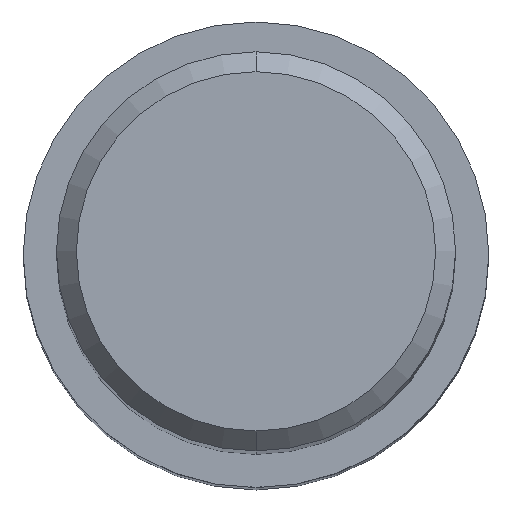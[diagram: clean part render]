
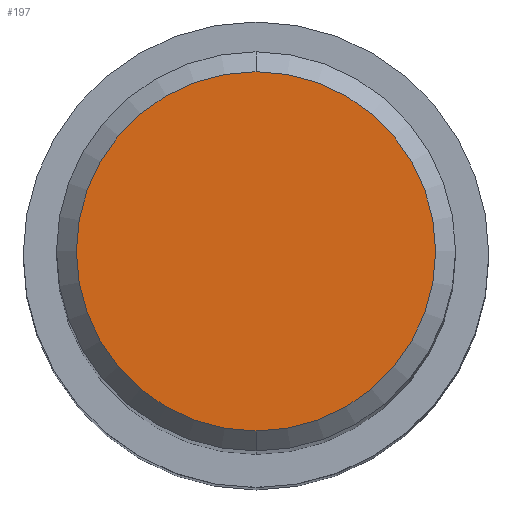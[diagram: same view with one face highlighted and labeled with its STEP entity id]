
A CAD part, top view. The second image highlights one B-rep face of the part: STEP entity #197.
In plain terms, the highlighted planar face has unit normal (0, 0, 1).
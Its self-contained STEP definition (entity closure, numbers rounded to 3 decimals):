
#197=ADVANCED_FACE('',(#467),#468,.T.);
#239=EDGE_CURVE('',#297,#337,#515,.T.);
#297=VERTEX_POINT('',#579);
#299=EDGE_CURVE('',#337,#297,#581,.T.);
#337=VERTEX_POINT('',#622);
#467=FACE_OUTER_BOUND('',#826,.T.);
#468=PLANE('',#827);
#515=CIRCLE('',#928,5.4);
#579=CARTESIAN_POINT('',(0.,-5.4,0.0));
#581=CIRCLE('',#1044,5.4);
#622=CARTESIAN_POINT('',(0.0,5.4,0.0));
#826=EDGE_LOOP('',(#1398,#1399));
#827=AXIS2_PLACEMENT_3D('',#1400,#1401,#1402);
#928=AXIS2_PLACEMENT_3D('',#1447,#1448,#1449);
#1044=AXIS2_PLACEMENT_3D('',#1529,#1530,#1531);
#1398=ORIENTED_EDGE('',*,*,#299,.F.);
#1399=ORIENTED_EDGE('',*,*,#239,.F.);
#1400=CARTESIAN_POINT('',(0.0,2.7,0.0));
#1401=DIRECTION('',(-0.0,0.0,1.0));
#1402=DIRECTION('',(0.0,-1.0,0.0));
#1447=CARTESIAN_POINT('',(0.0,0.0,0.0));
#1448=DIRECTION('',(0.0,0.0,-1.0));
#1449=DIRECTION('',(0.0,1.0,0.0));
#1529=CARTESIAN_POINT('',(0.0,0.0,0.0));
#1530=DIRECTION('',(0.0,0.0,-1.0));
#1531=DIRECTION('',(0.0,1.0,0.0));
